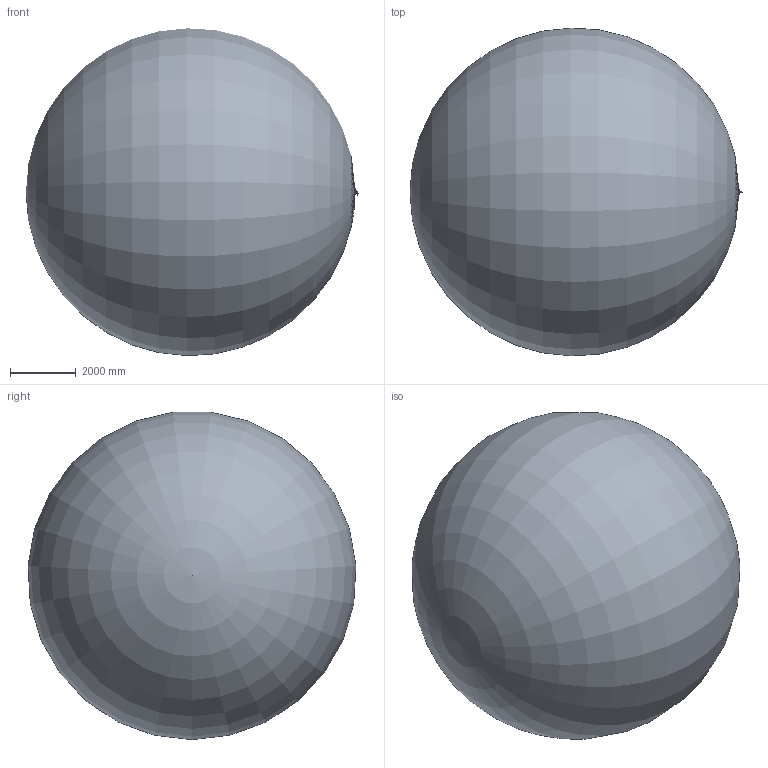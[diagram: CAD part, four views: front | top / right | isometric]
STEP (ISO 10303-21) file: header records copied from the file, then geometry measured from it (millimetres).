
FILE_DESCRIPTION(/* description */ ('Unknown'),/* implementation_level */ '2;1');
FILE_NAME(/* name */ '24064001',/* time_stamp */ '2022-09-07T16:36:27+02:00',/* author */ ('Unknown'),/* organization */ ('GROHE AG'),/* preprocessor_version */ 'ST-DEVELOPER v16.7',/* originating_system */ 'DEX',/* authorisation */ $);
FILE_SCHEMA (('AUTOMOTIVE_DESIGN {1 0 10303 214 3 1 1}'));
Length unit declared in the file: millimetre
Products named in the file (6): 24064001; 24064001_0; 24064001_1; 24064001_2; 24064001_3
Assembly tree (5 placements, depth 2):
  24064001
    24064001
    24064001_0
    24064001_1
    24064001_2
    24064001_3
Bounding box: 10085.62 x 9960.98 x 9944.12 mm (x, y, z)
Volume: 521147045194.1 mm3; surface area: 313250464.6 mm2
Topology: 5 solids, 6 shells, 99 faces, 228 edges, 147 vertices
Faces by surface type: plane 36, bspline 36, cylinder 19, sphere 3, cone 3, torus 2
Full cylindrical faces by diameter (mm): 7.5 x1, 9.8 x1, 12.5 x2, 23 x1, 48.5 x1
Entity records: 7168 total; most frequent: CARTESIAN_POINT 5328, ORIENTED_EDGE 396, DIRECTION 226, EDGE_CURVE 198, VERTEX_POINT 136, FACE_BOUND 122, EDGE_LOOP 121, B_SPLINE_CURVE_WITH_KNOTS 99
